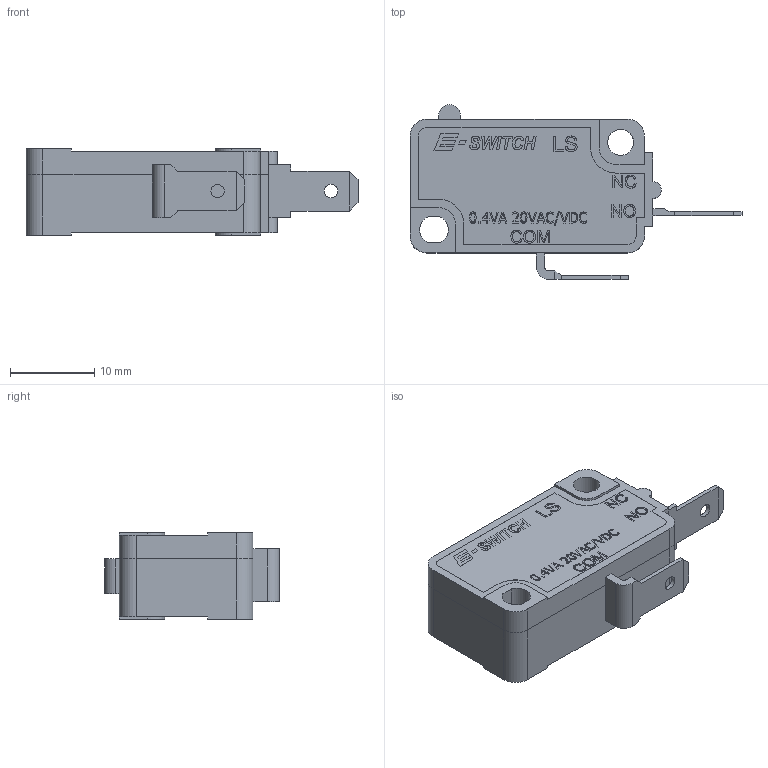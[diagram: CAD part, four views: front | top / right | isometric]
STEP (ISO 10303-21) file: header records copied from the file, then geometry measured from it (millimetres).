
FILE_DESCRIPTION(/* description */ (''),/* implementation_level */ '2;1');
FILE_NAME(/* name */ 'LS085xx00FxxxC1C.stp',/* time_stamp */ '2024-03-01T10:30:51-06:00',/* author */ ('mroman'),/* organization */ (''),/* preprocessor_version */ 'ST-DEVELOPER v18.1',/* originating_system */ 'Autodesk Inventor 2022',/* authorisation */ '');
FILE_SCHEMA (('AUTOMOTIVE_DESIGN { 1 0 10303 214 3 1 1 }'));
Length unit declared in the file: millimetre
Products named in the file (1): LS085xx00FxxxC1C
Bounding box: 39.5 x 20.8 x 10.3 mm (x, y, z)
Volume: 4286.2 mm3; surface area: 2375.2 mm2
Topology: 1 solids, 1 shells, 526 faces, 1415 edges, 932 vertices
Faces by surface type: plane 355, bspline 138, cylinder 33
Full cylindrical faces by diameter (mm): 1.6 x2, 3.1 x2
Entity records: 18031 total; most frequent: CARTESIAN_POINT 5689, ORIENTED_EDGE 2830, DIRECTION 1975, EDGE_CURVE 1415, LINE 1081, VECTOR 1081, VERTEX_POINT 932, EDGE_LOOP 575
